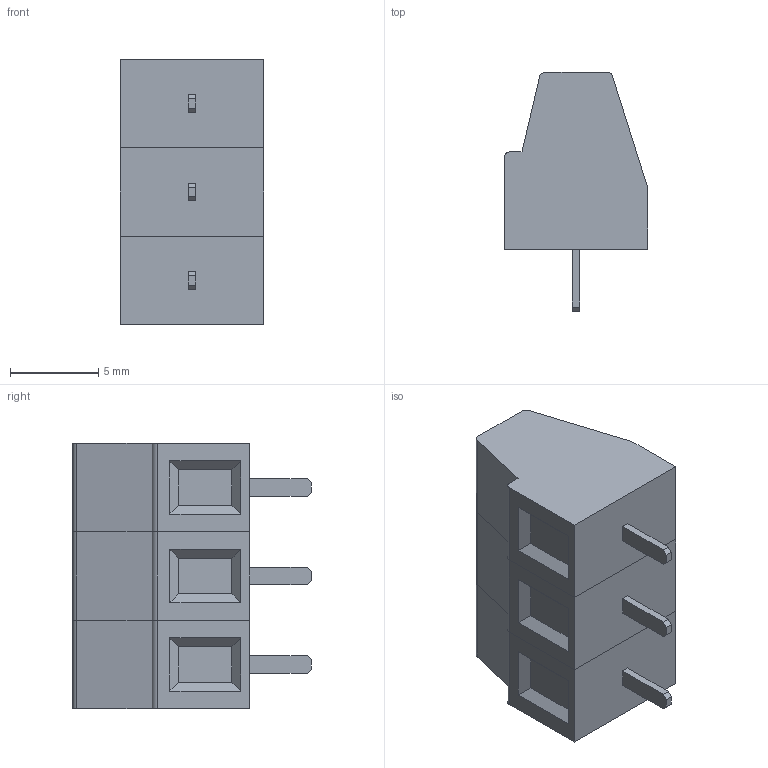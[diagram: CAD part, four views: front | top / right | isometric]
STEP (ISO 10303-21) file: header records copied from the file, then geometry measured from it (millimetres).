
FILE_DESCRIPTION(('FreeCAD Model'),'2;1');
FILE_NAME('MKDSN_1.5_3_5.08.stp', '2019-11-19T22:01:46',('Author'),(''), 'Open CASCADE STEP processor 6.8','FreeCAD','Unknown');
FILE_SCHEMA(('AUTOMOTIVE_DESIGN { 1 0 10303 214 1 1 1 1 }'));
Length unit declared in the file: millimetre
Products named in the file (3): ASSEMBLY; Array; Array001
Assembly tree (2 placements, depth 2):
  ASSEMBLY
    Array
    Array001
Bounding box: 8.1 x 13.5 x 15 mm (x, y, z)
Volume: 979.5 mm3; surface area: 977.9 mm2
Topology: 6 solids, 6 shells, 105 faces, 249 edges, 162 vertices
Faces by surface type: plane 93, cylinder 12
Full cylindrical faces by diameter (mm): 3 x3
Entity records: 6269 total; most frequent: CARTESIAN_POINT 1143, DIRECTION 918, LINE 603, VECTOR 603, ORIENTED_EDGE 498, PCURVE 498, DEFINITIONAL_REPRESENTATION 498, EDGE_CURVE 249
